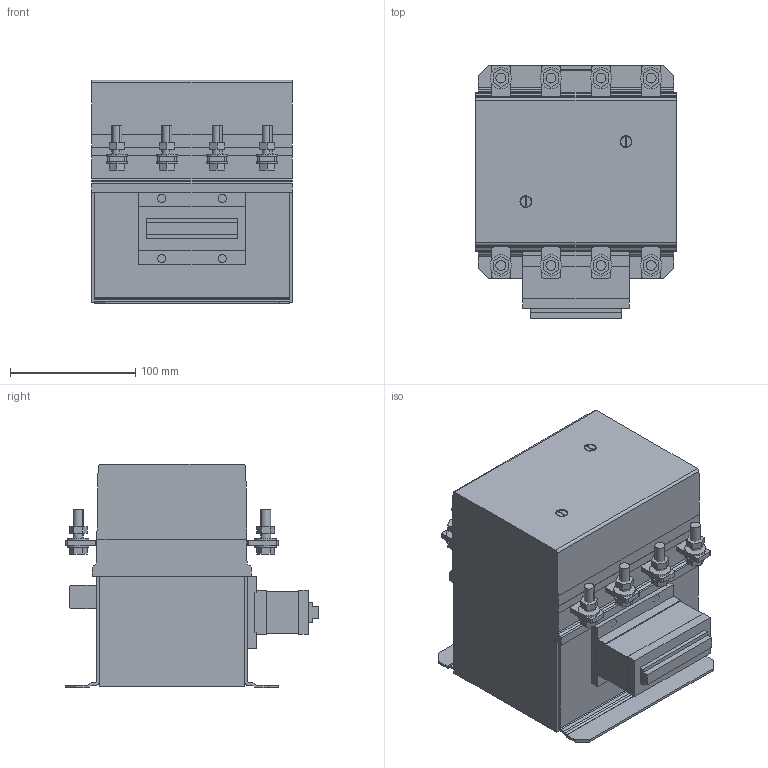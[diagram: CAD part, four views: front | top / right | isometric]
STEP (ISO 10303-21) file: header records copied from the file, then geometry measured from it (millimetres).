
FILE_DESCRIPTION((''),'2;1');
FILE_NAME('3d_11B1154L0048C48.stp','2012-10-03T13:33:17',(''),(''),'Mechanical Desktop 2011','Mechanical Desktop 2011',', , ');
FILE_SCHEMA(('CONFIG_CONTROL_DESIGN'));
Length unit declared in the file: millimetre
Products named in the file (1): Product
Bounding box: 160 x 202.08 x 178.7 mm (x, y, z)
Volume: 3654280.9 mm3; surface area: 366929.1 mm2
Topology: 63 solids, 63 shells, 496 faces, 1212 edges, 892 vertices
Faces by surface type: plane 253, bspline 196, cylinder 47
Entity records: 14919 total; most frequent: CARTESIAN_POINT 3657, ORIENTED_EDGE 2304, DIRECTION 2068, EDGE_CURVE 1152, VECTOR 958, LINE 958, VERTEX_POINT 786, AXIS2_PLACEMENT_3D 555
